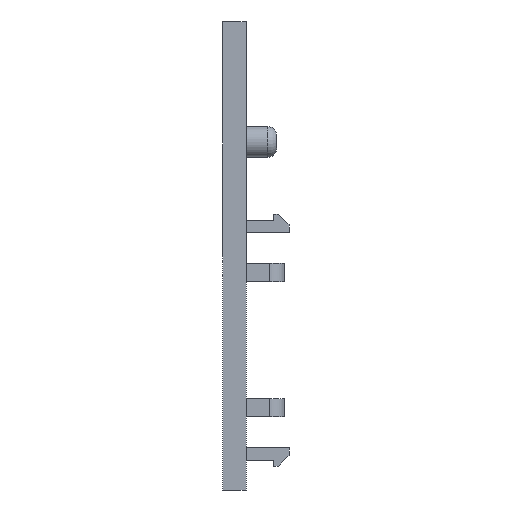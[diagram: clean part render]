
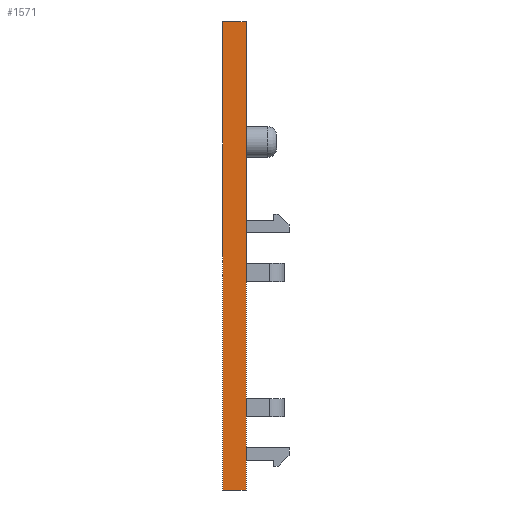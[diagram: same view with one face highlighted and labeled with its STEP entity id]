
A CAD part, left-side view. The second image highlights one B-rep face of the part: STEP entity #1571.
In plain terms, the highlighted planar face has unit normal (-1, 0, 0).
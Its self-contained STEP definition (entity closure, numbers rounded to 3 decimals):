
#41 = VERTEX_POINT ( 'NONE', #748 ) ;
#114 = CARTESIAN_POINT ( 'NONE',  ( -35.2, 1.5, -15.3 ) ) ;
#115 = CARTESIAN_POINT ( 'NONE',  ( -35.2, 0., -15.3 ) ) ;
#248 = VECTOR ( 'NONE', #999, 1000. ) ;
#256 = LINE ( 'NONE', #115, #274 ) ;
#274 = VECTOR ( 'NONE', #1745, 1000. ) ;
#281 = PLANE ( 'NONE',  #306 ) ;
#306 = AXIS2_PLACEMENT_3D ( 'NONE', #114, #856, #1425 ) ;
#570 = CARTESIAN_POINT ( 'NONE',  ( -35.2, 1.5, -15.3 ) ) ;
#575 = DIRECTION ( 'NONE',  ( 0., 0., 1. ) ) ;
#680 = ORIENTED_EDGE ( 'NONE', *, *, #1601, .T. ) ;
#714 = LINE ( 'NONE', #1617, #1564 ) ;
#748 = CARTESIAN_POINT ( 'NONE',  ( -35.2, 1.5, -15.3 ) ) ;
#757 = ORIENTED_EDGE ( 'NONE', *, *, #1859, .F. ) ;
#758 = CARTESIAN_POINT ( 'NONE',  ( -35.2, 1.5, 15.15 ) ) ;
#767 = EDGE_CURVE ( 'NONE', #1044, #1218, #256, .T. ) ;
#801 = ORIENTED_EDGE ( 'NONE', *, *, #1711, .F. ) ;
#846 = LINE ( 'NONE', #570, #248 ) ;
#856 = DIRECTION ( 'NONE',  ( 1., 0., 0. ) ) ;
#999 = DIRECTION ( 'NONE',  ( 0., -1., 0. ) ) ;
#1030 = LINE ( 'NONE', #758, #1538 ) ;
#1044 = VERTEX_POINT ( 'NONE', #1301 ) ;
#1122 = EDGE_LOOP ( 'NONE', ( #1503, #801, #757, #680 ) ) ;
#1142 = FACE_OUTER_BOUND ( 'NONE', #1122, .T. ) ;
#1208 = DIRECTION ( 'NONE',  ( 0., -1., 0. ) ) ;
#1218 = VERTEX_POINT ( 'NONE', #1635 ) ;
#1301 = CARTESIAN_POINT ( 'NONE',  ( -35.2, 0., -15.3 ) ) ;
#1407 = CARTESIAN_POINT ( 'NONE',  ( -35.2, 1.5, 15.15 ) ) ;
#1425 = DIRECTION ( 'NONE',  ( 0., 0., -1. ) ) ;
#1466 = VERTEX_POINT ( 'NONE', #1407 ) ;
#1503 = ORIENTED_EDGE ( 'NONE', *, *, #767, .T. ) ;
#1538 = VECTOR ( 'NONE', #1208, 1000. ) ;
#1564 = VECTOR ( 'NONE', #575, 1000. ) ;
#1571 = ADVANCED_FACE ( 'NONE', ( #1142 ), #281, .F. ) ;
#1601 = EDGE_CURVE ( 'NONE', #41, #1044, #846, .T. ) ;
#1617 = CARTESIAN_POINT ( 'NONE',  ( -35.2, 1.5, -15.3 ) ) ;
#1635 = CARTESIAN_POINT ( 'NONE',  ( -35.2, 0., 15.15 ) ) ;
#1711 = EDGE_CURVE ( 'NONE', #1466, #1218, #1030, .T. ) ;
#1745 = DIRECTION ( 'NONE',  ( 0., 0., 1. ) ) ;
#1859 = EDGE_CURVE ( 'NONE', #41, #1466, #714, .T. ) ;
